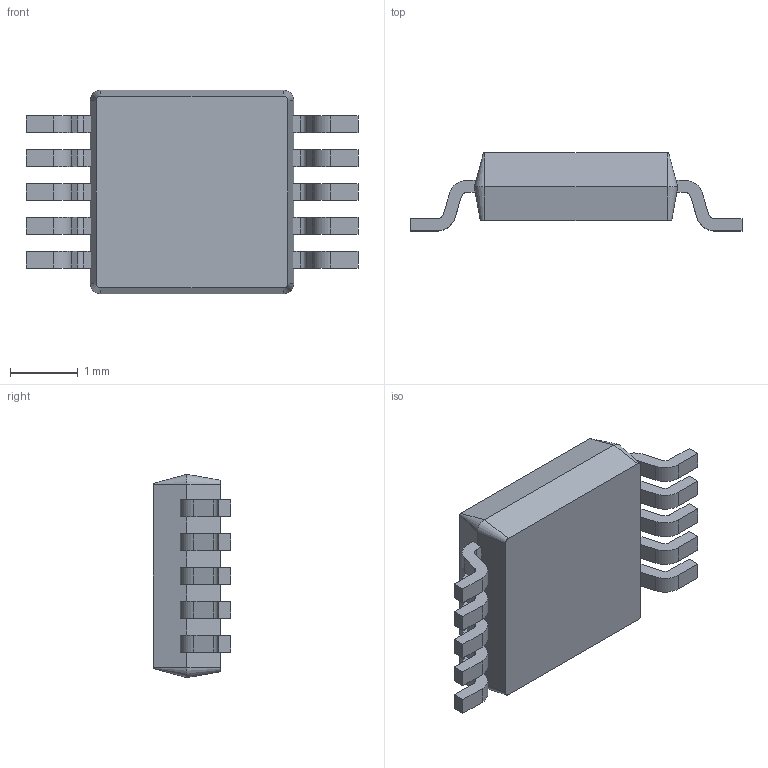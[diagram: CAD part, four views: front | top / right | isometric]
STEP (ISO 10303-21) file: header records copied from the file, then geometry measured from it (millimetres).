
FILE_DESCRIPTION(/* description */ (''),/* implementation_level */ '2;1');
FILE_NAME(/* name */ 'MSOP-10.step',/* time_stamp */ '2023-06-26T14:25:58-06:00',/* author */ (''),/* organization */ (''),/* preprocessor_version */ 'ST-DEVELOPER v19.2',/* originating_system */ 'Autodesk Translation Framework v12.6.0.85',/* authorisation */ '');
FILE_SCHEMA (('AUTOMOTIVE_DESIGN { 1 0 10303 214 3 1 1 }'));
Length unit declared in the file: millimetre
Products named in the file (1): msop-10
Bounding box: 4.9 x 1.15 x 3 mm (x, y, z)
Volume: 8.9 mm3; surface area: 38.4 mm2
Topology: 1 solids, 1 shells, 150 faces, 433 edges, 286 vertices
Faces by surface type: plane 101, cylinder 40, cone 9
Entity records: 5111 total; most frequent: CARTESIAN_POINT 870, ORIENTED_EDGE 866, DIRECTION 829, EDGE_CURVE 433, LINE 339, VECTOR 339, VERTEX_POINT 286, AXIS2_PLACEMENT_3D 245
